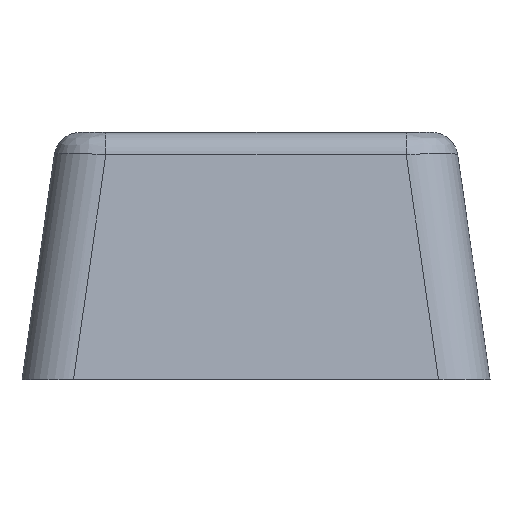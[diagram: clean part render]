
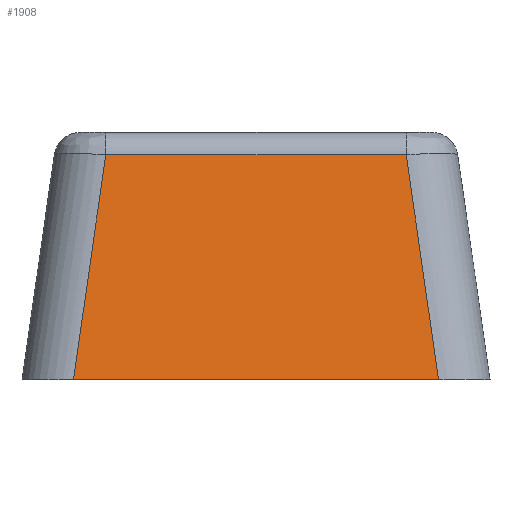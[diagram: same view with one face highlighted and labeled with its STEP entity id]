
A CAD part, left-side view. The second image highlights one B-rep face of the part: STEP entity #1908.
In plain terms, the highlighted planar face has unit normal (-0.99, 0, 0.142).
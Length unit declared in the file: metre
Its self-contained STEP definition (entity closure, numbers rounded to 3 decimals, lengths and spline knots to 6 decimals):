
#162=LINE('',#2858,#368);
#169=LINE('',#2886,#375);
#170=LINE('',#2888,#376);
#171=LINE('',#2890,#377);
#368=VECTOR('',#2264,1.);
#375=VECTOR('',#2287,1.);
#376=VECTOR('',#2288,1.);
#377=VECTOR('',#2289,1.);
#624=ORIENTED_EDGE('',*,*,#1186,.T.);
#625=ORIENTED_EDGE('',*,*,#1200,.T.);
#626=ORIENTED_EDGE('',*,*,#1201,.T.);
#627=ORIENTED_EDGE('',*,*,#1202,.T.);
#1186=EDGE_CURVE('',#1475,#1474,#162,.T.);
#1200=EDGE_CURVE('',#1474,#1488,#169,.T.);
#1201=EDGE_CURVE('',#1488,#1489,#170,.F.);
#1202=EDGE_CURVE('',#1489,#1475,#171,.F.);
#1474=VERTEX_POINT('',#2857);
#1475=VERTEX_POINT('',#2859);
#1488=VERTEX_POINT('',#2887);
#1489=VERTEX_POINT('',#2889);
#1613=EDGE_LOOP('',(#624,#625,#626,#627));
#1731=FACE_BOUND('',#1613,.T.);
#1842=PLANE('',#2058);
#1908=ADVANCED_FACE('',(#1731),#1842,.T.);
#2058=AXIS2_PLACEMENT_3D('',#2885,#2285,#2286);
#2264=DIRECTION('',(0.,-1.,0.));
#2285=DIRECTION('',(-0.99,0.,0.142));
#2286=DIRECTION('',(0.142,0.,0.99));
#2287=DIRECTION('',(0.141,0.141,0.98));
#2288=DIRECTION('',(0.,-1.,0.));
#2289=DIRECTION('',(0.141,-0.141,0.98));
#2857=CARTESIAN_POINT('',(0.0055,-0.05502,0.));
#2858=CARTESIAN_POINT('',(0.0055,-0.048,0.));
#2859=CARTESIAN_POINT('',(0.0055,-0.04098,0.));
#2885=CARTESIAN_POINT('',(0.0055,-0.057,0.));
#2886=CARTESIAN_POINT('',(0.005461,-0.05506,-0.000273));
#2887=CARTESIAN_POINT('',(0.006743,-0.053777,0.008642));
#2888=CARTESIAN_POINT('',(0.006743,-0.057,0.008642));
#2889=CARTESIAN_POINT('',(0.006743,-0.042223,0.008642));
#2890=CARTESIAN_POINT('',(0.005818,-0.041298,0.002213));
